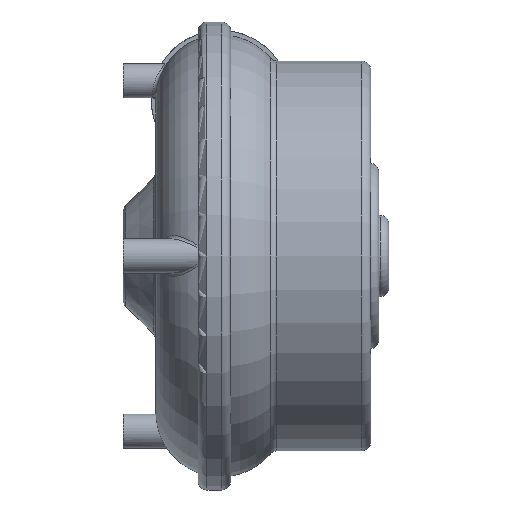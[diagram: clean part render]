
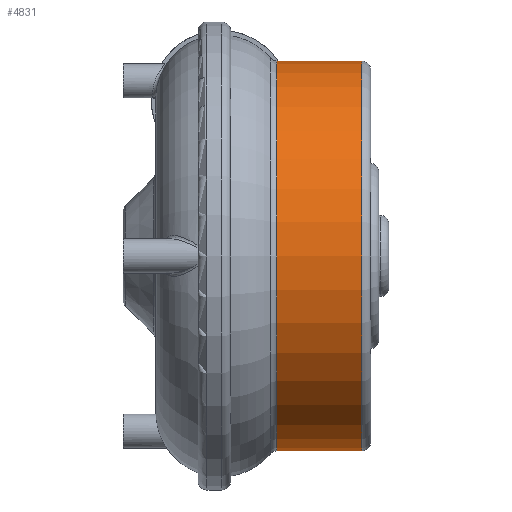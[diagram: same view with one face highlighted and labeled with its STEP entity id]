
A CAD part, front view. The second image highlights one B-rep face of the part: STEP entity #4831.
In plain terms, the highlighted cylindrical face has radius 27.374 mm (diameter 54.749 mm), a partial arc.
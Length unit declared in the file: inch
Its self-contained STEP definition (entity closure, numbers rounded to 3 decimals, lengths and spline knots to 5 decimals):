
#380 = FACE_OUTER_BOUND ( 'NONE', #1946, .T. ) ;
#673 = VERTEX_POINT ( 'NONE', #1444 ) ;
#716 = VERTEX_POINT ( 'NONE', #6310 ) ;
#861 = DIRECTION ( 'NONE',  ( 1., 0., 0. ) ) ;
#1043 = CIRCLE ( 'NONE', #5321, 1.07773 ) ;
#1065 = CARTESIAN_POINT ( 'NONE',  ( 1.08478, 0., -0.84893 ) ) ;
#1207 = CARTESIAN_POINT ( 'NONE',  ( 0.56613, 0., -1.92667 ) ) ;
#1444 = CARTESIAN_POINT ( 'NONE',  ( 1.03556, 0., 0.2288 ) ) ;
#1482 = CARTESIAN_POINT ( 'NONE',  ( 0.56613, 0., -0.84893 ) ) ;
#1761 = CIRCLE ( 'NONE', #4214, 1.07773 ) ;
#1946 = EDGE_LOOP ( 'NONE', ( #2818, #2423, #3848, #2183 ) ) ;
#2183 = ORIENTED_EDGE ( 'NONE', *, *, #2737, .T. ) ;
#2423 = ORIENTED_EDGE ( 'NONE', *, *, #4171, .T. ) ;
#2737 = EDGE_CURVE ( 'NONE', #716, #673, #1761, .T. ) ;
#2796 = VECTOR ( 'NONE', #861, 39.37008 ) ;
#2818 = ORIENTED_EDGE ( 'NONE', *, *, #5906, .F. ) ;
#3016 = DIRECTION ( 'NONE',  ( 0., 0., 1. ) ) ;
#3311 = DIRECTION ( 'NONE',  ( 1., 0., 0. ) ) ;
#3472 = EDGE_CURVE ( 'NONE', #4973, #716, #5611, .T. ) ;
#3519 = CARTESIAN_POINT ( 'NONE',  ( 0.56613, 0., 0.2288 ) ) ;
#3715 = VECTOR ( 'NONE', #6128, 39.37008 ) ;
#3812 = DIRECTION ( 'NONE',  ( 0., 0., -1. ) ) ;
#3848 = ORIENTED_EDGE ( 'NONE', *, *, #3472, .T. ) ;
#3898 = CYLINDRICAL_SURFACE ( 'NONE', #5111, 1.07773 ) ;
#4171 = EDGE_CURVE ( 'NONE', #7352, #4973, #1043, .T. ) ;
#4214 = AXIS2_PLACEMENT_3D ( 'NONE', #6487, #5797, #3016 ) ;
#4831 = ADVANCED_FACE ( 'NONE', ( #380 ), #3898, .T. ) ;
#4973 = VERTEX_POINT ( 'NONE', #1207 ) ;
#5099 = LINE ( 'NONE', #5585, #2796 ) ;
#5111 = AXIS2_PLACEMENT_3D ( 'NONE', #1065, #7489, #6314 ) ;
#5321 = AXIS2_PLACEMENT_3D ( 'NONE', #1482, #3311, #3812 ) ;
#5585 = CARTESIAN_POINT ( 'NONE',  ( 1.08478, 0., 0.2288 ) ) ;
#5611 = LINE ( 'NONE', #6171, #3715 ) ;
#5797 = DIRECTION ( 'NONE',  ( -1., 0., 0. ) ) ;
#5906 = EDGE_CURVE ( 'NONE', #7352, #673, #5099, .T. ) ;
#6128 = DIRECTION ( 'NONE',  ( 1., 0., 0. ) ) ;
#6171 = CARTESIAN_POINT ( 'NONE',  ( 1.08478, 0., -1.92667 ) ) ;
#6310 = CARTESIAN_POINT ( 'NONE',  ( 1.03556, 0., -1.92667 ) ) ;
#6314 = DIRECTION ( 'NONE',  ( 0., 0., -1. ) ) ;
#6487 = CARTESIAN_POINT ( 'NONE',  ( 1.03556, 0., -0.84893 ) ) ;
#7352 = VERTEX_POINT ( 'NONE', #3519 ) ;
#7489 = DIRECTION ( 'NONE',  ( 1., 0., 0. ) ) ;
